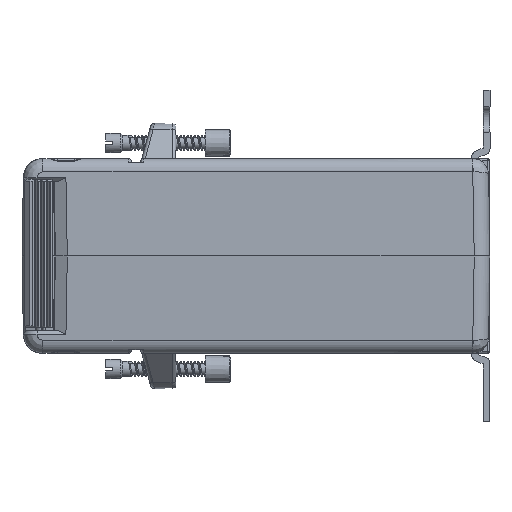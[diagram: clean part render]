
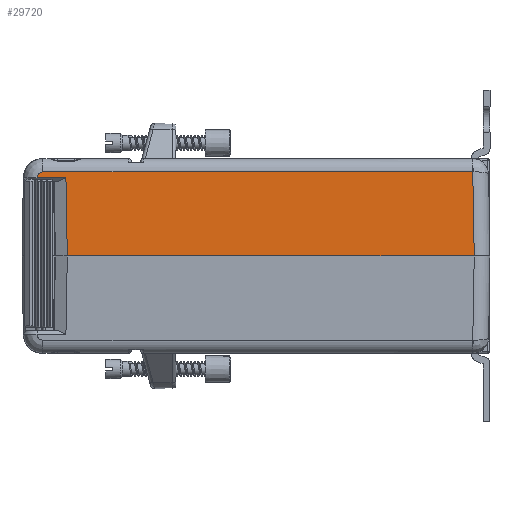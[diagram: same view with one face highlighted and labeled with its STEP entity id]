
A CAD part, left-side view. The second image highlights one B-rep face of the part: STEP entity #29720.
In plain terms, the highlighted planar face has unit normal (-1, 0, 0.018).
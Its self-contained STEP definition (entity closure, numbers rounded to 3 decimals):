
#15338 = VERTEX_POINT ( 'NONE', #36447 ) ;
#15540 = EDGE_CURVE ( 'NONE', #15338, #15552, #36737, .T. ) ;
#15552 = VERTEX_POINT ( 'NONE', #36769 ) ;
#29595 = ORIENTED_EDGE ( 'NONE', *, *, #30055, .T. ) ;
#29720 = ADVANCED_FACE ( 'NONE', ( #46663 ), #46671, .T. ) ;
#29788 = EDGE_LOOP ( 'NONE', ( #29595, #30120, #30144, #30114, #30124, #30138, #29989 ) ) ;
#29976 = EDGE_CURVE ( 'NONE', #30161, #30131, #47255, .T. ) ;
#29986 = EDGE_CURVE ( 'NONE', #30109, #30161, #47247, .T. ) ;
#29989 = ORIENTED_EDGE ( 'NONE', *, *, #29976, .T. ) ;
#30055 = EDGE_CURVE ( 'NONE', #30131, #30143, #47388, .T. ) ;
#30107 = EDGE_CURVE ( 'NONE', #15552, #30109, #47438, .T. ) ;
#30109 = VERTEX_POINT ( 'NONE', #47397 ) ;
#30114 = ORIENTED_EDGE ( 'NONE', *, *, #15540, .T. ) ;
#30120 = ORIENTED_EDGE ( 'NONE', *, *, #30135, .T. ) ;
#30124 = ORIENTED_EDGE ( 'NONE', *, *, #30107, .T. ) ;
#30128 = EDGE_CURVE ( 'NONE', #30133, #15338, #47471, .T. ) ;
#30131 = VERTEX_POINT ( 'NONE', #47460 ) ;
#30133 = VERTEX_POINT ( 'NONE', #47464 ) ;
#30135 = EDGE_CURVE ( 'NONE', #30143, #30133, #47455, .T. ) ;
#30138 = ORIENTED_EDGE ( 'NONE', *, *, #29986, .T. ) ;
#30143 = VERTEX_POINT ( 'NONE', #47499 ) ;
#30144 = ORIENTED_EDGE ( 'NONE', *, *, #30128, .T. ) ;
#30161 = VERTEX_POINT ( 'NONE', #47540 ) ;
#36447 = CARTESIAN_POINT ( 'NONE',  ( -90., 49.885, 0. ) ) ;
#36733 = DIRECTION ( 'NONE',  ( 0., -1., 0. ) ) ;
#36734 = VECTOR ( 'NONE', #36733, 1000. ) ;
#36735 = CARTESIAN_POINT ( 'NONE',  ( -90., -53.942, 0. ) ) ;
#36737 = LINE ( 'NONE', #36735, #36734 ) ;
#36769 = CARTESIAN_POINT ( 'NONE',  ( -90., -54.501, 0. ) ) ;
#46659 = CARTESIAN_POINT ( 'NONE',  ( -90., -31., 0. ) ) ;
#46663 = FACE_OUTER_BOUND ( 'NONE', #29788, .T. ) ;
#46671 = PLANE ( 'NONE',  #46679 ) ;
#46679 = AXIS2_PLACEMENT_3D ( 'NONE', #46659, #46712, #46711 ) ;
#46711 = DIRECTION ( 'NONE',  ( 0.017, 0., 1. ) ) ;
#46712 = DIRECTION ( 'NONE',  ( -1., 0., 0.017 ) ) ;
#47242 = DIRECTION ( 'NONE',  ( 0., 1., 0. ) ) ;
#47243 = VECTOR ( 'NONE', #47242, 1000. ) ;
#47246 = CARTESIAN_POINT ( 'NONE',  ( -89.624, 56.15, 21.561 ) ) ;
#47247 = LINE ( 'NONE', #47246, #47243 ) ;
#47248 = CARTESIAN_POINT ( 'NONE',  ( -89.649, 57.65, 20.087 ) ) ;
#47249 = CARTESIAN_POINT ( 'NONE',  ( -89.634, 57.635, 20.954 ) ) ;
#47250 = CARTESIAN_POINT ( 'NONE',  ( -89.624, 57.017, 21.561 ) ) ;
#47251 = CARTESIAN_POINT ( 'NONE',  ( -89.624, 56.15, 21.561 ) ) ;
#47255 =( BOUNDED_CURVE ( )  B_SPLINE_CURVE ( 3, ( #47251, #47250, #47249, #47248 ),
 .UNSPECIFIED., .F., .F. ) 
 B_SPLINE_CURVE_WITH_KNOTS ( ( 4, 4 ),
 ( 3.142, 4.695 ),
 .UNSPECIFIED. ) 
 CURVE ( )  GEOMETRIC_REPRESENTATION_ITEM ( )  RATIONAL_B_SPLINE_CURVE ( ( 1., 0.809, 0.809, 1. ) ) 
 REPRESENTATION_ITEM ( '' )  );
#47380 = DIRECTION ( 'NONE',  ( -0.017, 0.017, -1. ) ) ;
#47381 = VECTOR ( 'NONE', #47380, 1000. ) ;
#47382 = CARTESIAN_POINT ( 'NONE',  ( -89.973, 57.973, 1.553 ) ) ;
#47388 = LINE ( 'NONE', #47382, #47381 ) ;
#47397 = CARTESIAN_POINT ( 'NONE',  ( -89.624, -54.124, 21.561 ) ) ;
#47435 = DIRECTION ( 'NONE',  ( 0.017, 0.017, 1. ) ) ;
#47436 = VECTOR ( 'NONE', #47435, 1000. ) ;
#47437 = CARTESIAN_POINT ( 'NONE',  ( -89.993, -54.493, 0.41 ) ) ;
#47438 = LINE ( 'NONE', #47437, #47436 ) ;
#47454 = CARTESIAN_POINT ( 'NONE',  ( -89.65, 50.219, 20.05 ) ) ;
#47455 = LINE ( 'NONE', #47454, #47505 ) ;
#47460 = CARTESIAN_POINT ( 'NONE',  ( -89.649, 57.65, 20.087 ) ) ;
#47461 = DIRECTION ( 'NONE',  ( -0.017, -0.017, -1. ) ) ;
#47462 = VECTOR ( 'NONE', #47461, 1000. ) ;
#47463 = CARTESIAN_POINT ( 'NONE',  ( -89.999, 49.886, 0.056 ) ) ;
#47464 = CARTESIAN_POINT ( 'NONE',  ( -89.65, 50.235, 20.05 ) ) ;
#47471 = LINE ( 'NONE', #47463, #47462 ) ;
#47499 = CARTESIAN_POINT ( 'NONE',  ( -89.65, 57.651, 20.05 ) ) ;
#47504 = DIRECTION ( 'NONE',  ( 0., -1., 0. ) ) ;
#47505 = VECTOR ( 'NONE', #47504, 1000. ) ;
#47540 = CARTESIAN_POINT ( 'NONE',  ( -89.624, 56.15, 21.561 ) ) ;
